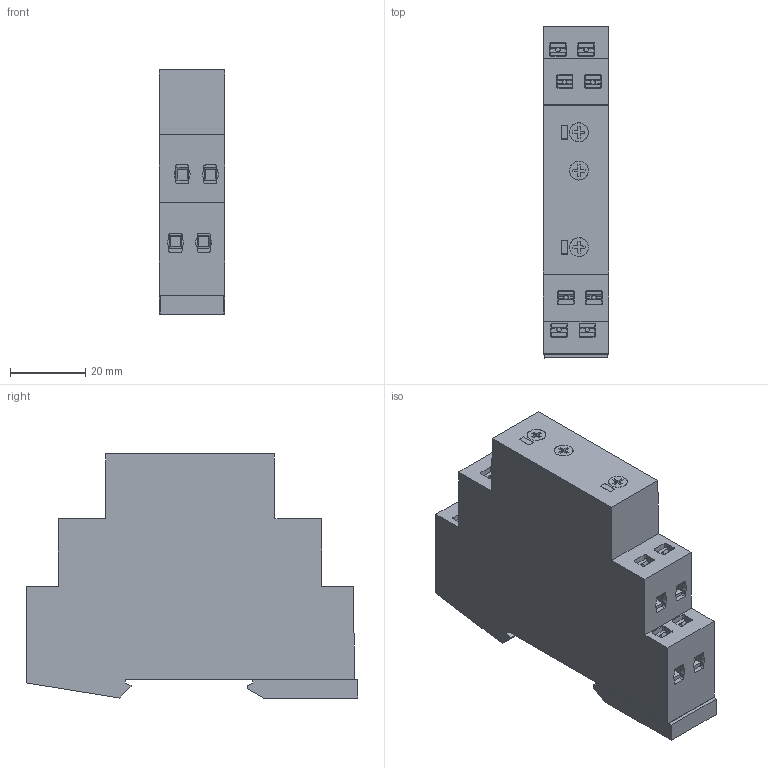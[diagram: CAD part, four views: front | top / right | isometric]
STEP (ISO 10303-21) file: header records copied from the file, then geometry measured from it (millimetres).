
FILE_DESCRIPTION(('CATIA V5 STEP Exchange','CAx-IF Rec.Pracs.--- Model Styling and Organization---1.4--- 2014-01-23'),'2;1');
FILE_NAME ('1481385-2_0', '2023-01-27T11:51:27+00:00', ('none'), ('Weidmueller'), 'CATIA Version 5-6 Release 2016 SP3 HF44', 'CATIA V5 STEP AP214', 'none');
FILE_SCHEMA(('AUTOMOTIVE_DESIGN { 1 0 10303 214 1 1 1 1 }'));
Length unit declared in the file: millimetre
Products named in the file (1): S3D_TFIP_12-240VUC_1CO_M7C
Bounding box: 17.5 x 88.41 x 65.01 mm (x, y, z)
Volume: 76378.4 mm3; surface area: 17041.9 mm2
Topology: 15 solids, 15 shells, 483 faces, 1322 edges, 894 vertices
Faces by surface type: plane 343, cylinder 140
Entity records: 15645 total; most frequent: CARTESIAN_POINT 3491, ORIENTED_EDGE 2644, DIRECTION 2054, EDGE_CURVE 1322, VECTOR 913, LINE 913, VERTEX_POINT 894, AXIS2_PLACEMENT_3D 704
